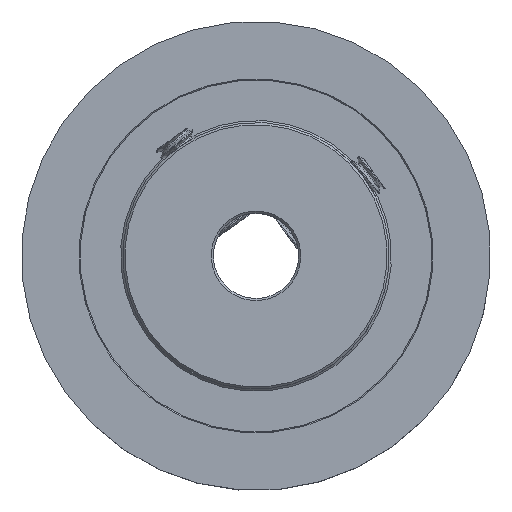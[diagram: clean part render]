
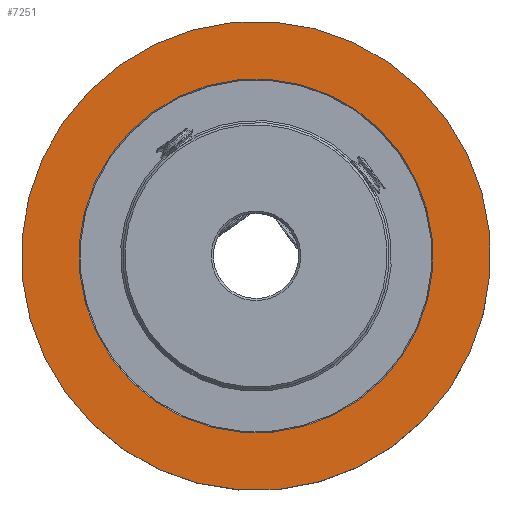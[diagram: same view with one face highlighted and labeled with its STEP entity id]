
A CAD part, top view. The second image highlights one B-rep face of the part: STEP entity #7251.
In plain terms, the highlighted planar face has unit normal (0, 0, 1).
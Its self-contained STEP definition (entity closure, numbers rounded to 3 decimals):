
#143=PLANE('',#7672);
#282=FACE_BOUND('',#851,.T.);
#296=CIRCLE('',#7671,16.605);
#297=CIRCLE('',#7673,22.);
#449=FACE_OUTER_BOUND('',#850,.T.);
#850=EDGE_LOOP('',(#4823));
#851=EDGE_LOOP('',(#4824));
#2891=VERTEX_POINT('',#9716);
#2892=VERTEX_POINT('',#9720);
#3661=EDGE_CURVE('',#2891,#2891,#296,.T.);
#3662=EDGE_CURVE('',#2892,#2892,#297,.T.);
#4823=ORIENTED_EDGE('',*,*,#3662,.F.);
#4824=ORIENTED_EDGE('',*,*,#3661,.F.);
#7251=ADVANCED_FACE('',(#449,#282),#143,.T.);
#7671=AXIS2_PLACEMENT_3D('',#9718,#8114,#8115);
#7672=AXIS2_PLACEMENT_3D('',#9719,#8116,#8117);
#7673=AXIS2_PLACEMENT_3D('',#9721,#8118,#8119);
#8114=DIRECTION('center_axis',(0.,0.,
1.));
#8115=DIRECTION('ref_axis',(-0.583,0.812,0.));
#8116=DIRECTION('center_axis',(0.,0.,
1.));
#8117=DIRECTION('ref_axis',(-0.583,0.812,0.));
#8118=DIRECTION('center_axis',(0.,0.,
-1.));
#8119=DIRECTION('ref_axis',(0.583,-0.812,0.));
#9716=CARTESIAN_POINT('',(21.619,9.772,1.6));
#9718=CARTESIAN_POINT('Origin',(11.934,23.26,1.6));
#9719=CARTESIAN_POINT('Origin',(11.934,23.26,1.6));
#9720=CARTESIAN_POINT('',(-0.897,41.131,1.6));
#9721=CARTESIAN_POINT('Origin',(11.934,23.26,1.6));
